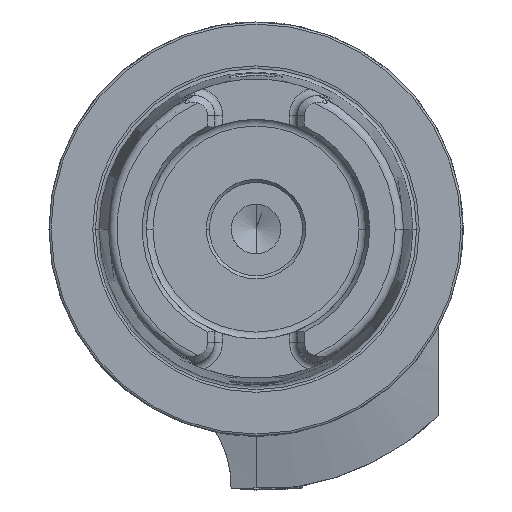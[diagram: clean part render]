
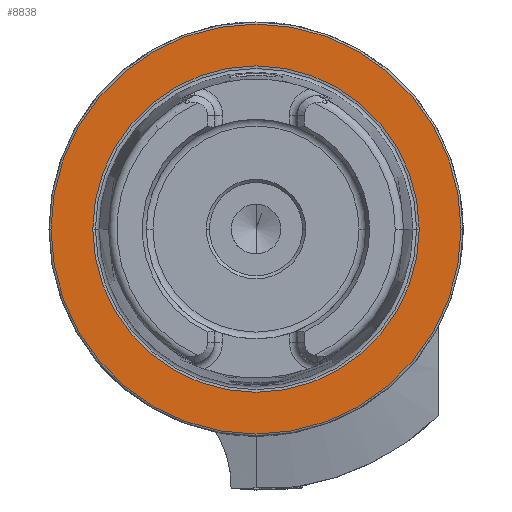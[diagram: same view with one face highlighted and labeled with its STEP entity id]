
A CAD part, left-side view. The second image highlights one B-rep face of the part: STEP entity #8838.
In plain terms, the highlighted planar face has unit normal (-1, 0, 0).
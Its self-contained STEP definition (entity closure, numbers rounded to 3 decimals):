
#477 = CARTESIAN_POINT ( 'NONE',  ( 0., -49.5, 0. ) ) ;
#527 = CARTESIAN_POINT ( 'NONE',  ( 0., 39.405, 0. ) ) ;
#1040 = DIRECTION ( 'NONE',  ( 0., 1., 0. ) ) ;
#1042 = DIRECTION ( 'NONE',  ( 1., 0., 0. ) ) ;
#1044 = PLANE ( 'NONE',  #1892 ) ;
#1053 = CARTESIAN_POINT ( 'NONE',  ( 0., 49.5, 0. ) ) ;
#1759 = AXIS2_PLACEMENT_3D ( 'NONE', #9302, #9299, #9298 ) ;
#1760 = AXIS2_PLACEMENT_3D ( 'NONE', #9297, #9296, #9295 ) ;
#1892 = AXIS2_PLACEMENT_3D ( 'NONE', #1053, #1042, #1040 ) ;
#3021 = CARTESIAN_POINT ( 'NONE',  ( 0., 49.5, 0. ) ) ;
#3141 = FACE_OUTER_BOUND ( 'NONE', #7874, .T. ) ;
#3147 = FACE_BOUND ( 'NONE', #7882, .T. ) ;
#3767 = CIRCLE ( 'NONE', #1760, 49.5 ) ;
#3769 = CIRCLE ( 'NONE', #1759, 39.405 ) ;
#3962 = CIRCLE ( 'NONE', #8143, 39.405 ) ;
#3968 = CIRCLE ( 'NONE', #8141, 49.5 ) ;
#5730 = EDGE_CURVE ( 'NONE', #9527, #7766, #3968, .T. ) ;
#5734 = EDGE_CURVE ( 'NONE', #9485, #7730, #3962, .T. ) ;
#6202 = CARTESIAN_POINT ( 'NONE',  ( 0., -39.405, 0. ) ) ;
#6949 = DIRECTION ( 'NONE',  ( 0., -1., 0. ) ) ;
#6953 = DIRECTION ( 'NONE',  ( -1., 0., 0. ) ) ;
#6956 = CARTESIAN_POINT ( 'NONE',  ( 0., 0., 0. ) ) ;
#6964 = DIRECTION ( 'NONE',  ( 0., -1., 0. ) ) ;
#6966 = DIRECTION ( 'NONE',  ( -1., 0., 0. ) ) ;
#6967 = CARTESIAN_POINT ( 'NONE',  ( 0., 0., 0. ) ) ;
#7513 = EDGE_CURVE ( 'NONE', #7730, #9485, #3769, .T. ) ;
#7514 = EDGE_CURVE ( 'NONE', #7766, #9527, #3767, .T. ) ;
#7730 = VERTEX_POINT ( 'NONE', #6202 ) ;
#7766 = VERTEX_POINT ( 'NONE', #3021 ) ;
#7874 = EDGE_LOOP ( 'NONE', ( #9396, #9397 ) ) ;
#7882 = EDGE_LOOP ( 'NONE', ( #9394, #9395 ) ) ;
#8141 = AXIS2_PLACEMENT_3D ( 'NONE', #6956, #6953, #6949 ) ;
#8143 = AXIS2_PLACEMENT_3D ( 'NONE', #6967, #6966, #6964 ) ;
#8838 = ADVANCED_FACE ( 'NONE', ( #3147, #3141 ), #1044, .F. ) ;
#9295 = DIRECTION ( 'NONE',  ( 0., -1., 0. ) ) ;
#9296 = DIRECTION ( 'NONE',  ( -1., 0., 0. ) ) ;
#9297 = CARTESIAN_POINT ( 'NONE',  ( 0., 0., 0. ) ) ;
#9298 = DIRECTION ( 'NONE',  ( 0., -1., 0. ) ) ;
#9299 = DIRECTION ( 'NONE',  ( -1., 0., 0. ) ) ;
#9302 = CARTESIAN_POINT ( 'NONE',  ( 0., 0., 0. ) ) ;
#9394 = ORIENTED_EDGE ( 'NONE', *, *, #7513, .F. ) ;
#9395 = ORIENTED_EDGE ( 'NONE', *, *, #5734, .F. ) ;
#9396 = ORIENTED_EDGE ( 'NONE', *, *, #5730, .T. ) ;
#9397 = ORIENTED_EDGE ( 'NONE', *, *, #7514, .T. ) ;
#9485 = VERTEX_POINT ( 'NONE', #527 ) ;
#9527 = VERTEX_POINT ( 'NONE', #477 ) ;
